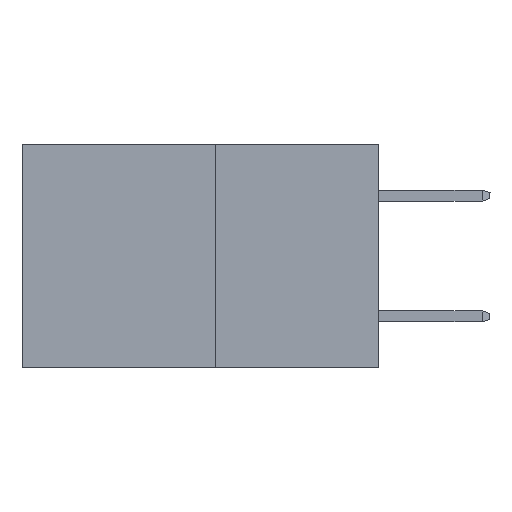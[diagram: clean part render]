
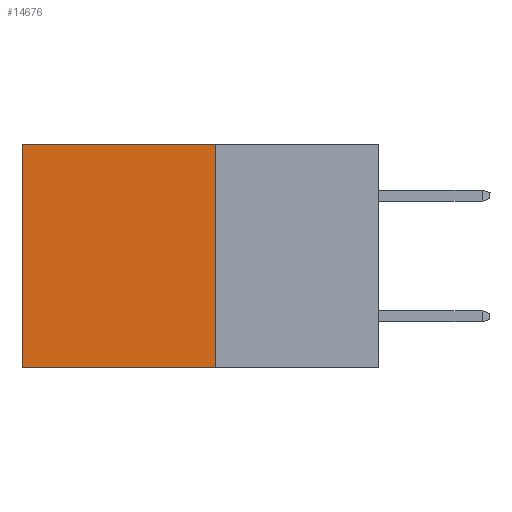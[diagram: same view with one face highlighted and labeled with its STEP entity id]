
A CAD part, left-side view. The second image highlights one B-rep face of the part: STEP entity #14676.
In plain terms, the highlighted planar face has unit normal (-1, 0, 0).
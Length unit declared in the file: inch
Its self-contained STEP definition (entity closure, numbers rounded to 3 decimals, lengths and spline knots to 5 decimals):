
#784 = VERTEX_POINT ( 'NONE', #13906 ) ;
#1324 = VERTEX_POINT ( 'NONE', #15998 ) ;
#2113 = DIRECTION ( 'NONE',  ( 0., 1., 0. ) ) ;
#2352 = VECTOR ( 'NONE', #11847, 39.37008 ) ;
#3278 = VERTEX_POINT ( 'NONE', #13819 ) ;
#3936 = VERTEX_POINT ( 'NONE', #13694 ) ;
#4489 = EDGE_CURVE ( 'NONE', #3936, #3278, #11940, .T. ) ;
#4654 = CARTESIAN_POINT ( 'NONE',  ( 0.277, 0.27, 0. ) ) ;
#4919 = VECTOR ( 'NONE', #7156, 39.37008 ) ;
#5684 = VECTOR ( 'NONE', #7630, 39.37008 ) ;
#6383 = CARTESIAN_POINT ( 'NONE',  ( 0.277, 0.59, -0.37 ) ) ;
#7156 = DIRECTION ( 'NONE',  ( 0., 1., 0. ) ) ;
#7214 = ORIENTED_EDGE ( 'NONE', *, *, #4489, .F. ) ;
#7267 = ORIENTED_EDGE ( 'NONE', *, *, #15752, .F. ) ;
#7283 = DIRECTION ( 'NONE',  ( 1., 0., 0. ) ) ;
#7630 = DIRECTION ( 'NONE',  ( 0., 0., -1. ) ) ;
#7938 = ORIENTED_EDGE ( 'NONE', *, *, #11368, .T. ) ;
#9075 = LINE ( 'NONE', #15606, #2352 ) ;
#9676 = CARTESIAN_POINT ( 'NONE',  ( 0.277, 0.27, -0.37 ) ) ;
#10247 = EDGE_LOOP ( 'NONE', ( #7938, #7214, #7267, #14660 ) ) ;
#10562 = EDGE_CURVE ( 'NONE', #1324, #784, #14526, .T. ) ;
#11368 = EDGE_CURVE ( 'NONE', #784, #3278, #15668, .T. ) ;
#11847 = DIRECTION ( 'NONE',  ( 0., 0., -1. ) ) ;
#11940 = LINE ( 'NONE', #9676, #15234 ) ;
#12308 = CARTESIAN_POINT ( 'NONE',  ( 0.277, 0.27, -0.37 ) ) ;
#13694 = CARTESIAN_POINT ( 'NONE',  ( 0.277, 0.27, -0.37 ) ) ;
#13775 = AXIS2_PLACEMENT_3D ( 'NONE', #12308, #7283, #16079 ) ;
#13819 = CARTESIAN_POINT ( 'NONE',  ( 0.277, 0.59, -0.37 ) ) ;
#13906 = CARTESIAN_POINT ( 'NONE',  ( 0.277, 0.59, 0. ) ) ;
#14526 = LINE ( 'NONE', #4654, #4919 ) ;
#14640 = PLANE ( 'NONE',  #13775 ) ;
#14660 = ORIENTED_EDGE ( 'NONE', *, *, #10562, .T. ) ;
#14676 = ADVANCED_FACE ( 'NONE', ( #15175 ), #14640, .F. ) ;
#15175 = FACE_OUTER_BOUND ( 'NONE', #10247, .T. ) ;
#15234 = VECTOR ( 'NONE', #2113, 39.37008 ) ;
#15606 = CARTESIAN_POINT ( 'NONE',  ( 0.277, 0.27, -0.37 ) ) ;
#15668 = LINE ( 'NONE', #6383, #5684 ) ;
#15752 = EDGE_CURVE ( 'NONE', #1324, #3936, #9075, .T. ) ;
#15998 = CARTESIAN_POINT ( 'NONE',  ( 0.277, 0.27, 0. ) ) ;
#16079 = DIRECTION ( 'NONE',  ( 0., 0., -1. ) ) ;
